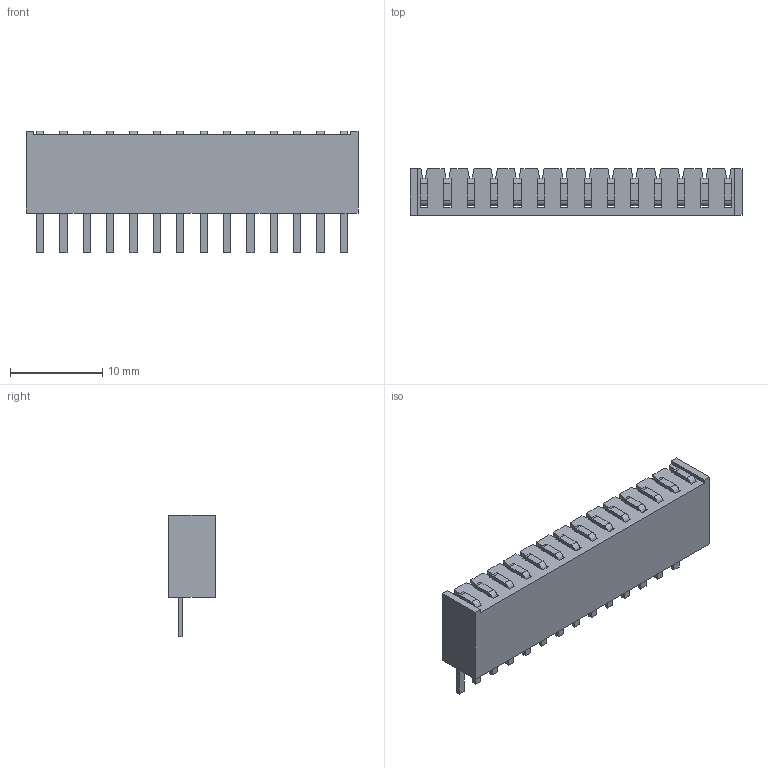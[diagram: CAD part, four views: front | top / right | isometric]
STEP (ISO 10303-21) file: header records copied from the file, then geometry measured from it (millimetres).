
FILE_DESCRIPTION(('FreeCAD Model'),'2;1');
FILE_NAME('Open CASCADE Shape Model','2025-03-04T20:59:54',(''),(''), 'Open CASCADE STEP processor 7.8','FreeCAD','Unknown');
FILE_SCHEMA(('AUTOMOTIVE_DESIGN { 1 0 10303 214 1 1 1 1 }'));
Length unit declared in the file: millimetre
Products named in the file (3): BSW-114-04-G-S; BSW-14-04-S_socket; C-8-5-01-14-S
Assembly tree (2 placements, depth 2):
  BSW-114-04-G-S
    BSW-14-04-S_socket
    C-8-5-01-14-S
Bounding box: 36.07 x 5.08 x 13.21 mm (x, y, z)
Volume: 1593.8 mm3; surface area: 2754.2 mm2
Topology: 2 solids, 2 shells, 444 faces, 1348 edges, 880 vertices
Faces by surface type: plane 388, cylinder 56
Entity records: 14994 total; most frequent: ORIENTED_EDGE 2696, CARTESIAN_POINT 2675, DIRECTION 2354, EDGE_CURVE 1348, LINE 1236, VECTOR 1236, VERTEX_POINT 880, AXIS2_PLACEMENT_3D 559
